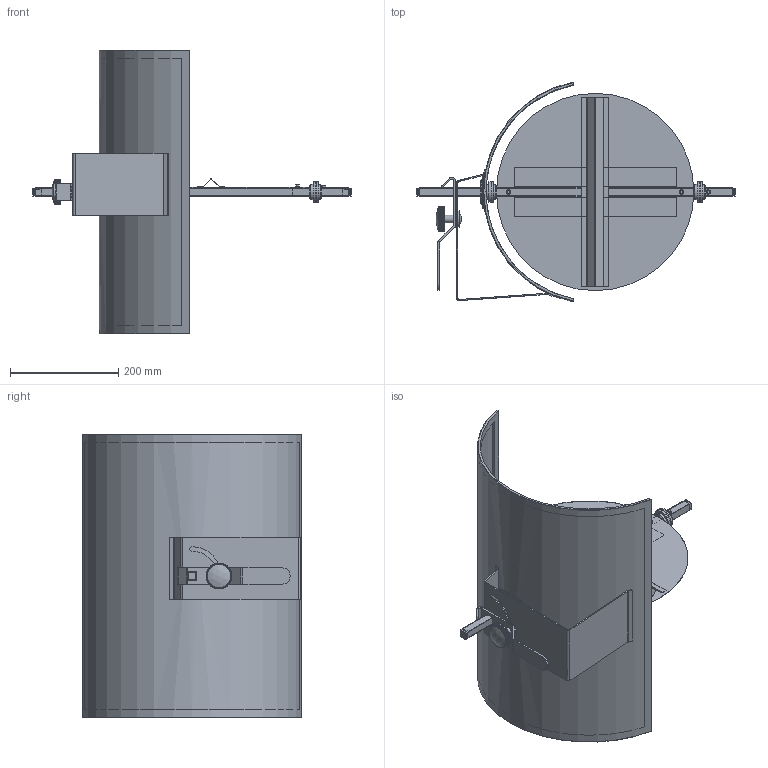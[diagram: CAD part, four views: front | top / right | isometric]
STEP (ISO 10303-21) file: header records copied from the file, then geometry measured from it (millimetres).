
FILE_DESCRIPTION((''),'2;1');
FILE_NAME('HRSK-400.stp','2014-02-20T12:39:40',(''),(''),'Autodesk Inventor 2013','Autodesk Inventor 2013','');
FILE_SCHEMA(('AUTOMOTIVE_DESIGN { 1 2 10303 214 0 1 1 1 }'));
Length unit declared in the file: millimetre
Products named in the file (18): HRSK-400; 142039; Spjällhylla-400; Vagnsbult-M8x20; 999271; Ändavslut; HandtagSpjäll; 999256; RattLåsvred; Täckbricka; 999240-09; Cellgummi_40x26x2; Lagerbuss; 143066; 116044; Stödprofil-350; Borrskruv_4,2x13
Assembly tree (25 placements, depth 2):
  HRSK-400
    142039
    Spjällhylla-400
    Vagnsbult-M8x20
    999271
    Ändavslut  x2
    HandtagSpjäll
    999256  x2
    RattLåsvred
    Täckbricka
    999240-09
    Cellgummi_40x26x2
    Lagerbuss  x5
    143066
    116044
    Cellgummi_40x26x2
    Stödprofil-350
    Borrskruv_4,2x13  x3
Bounding box: 590 x 405.76 x 525 mm (x, y, z)
Volume: 766453.7 mm3; surface area: 1234812.1 mm2
Topology: 26 solids, 26 shells, 1142 faces, 2843 edges, 1774 vertices
Faces by surface type: plane 676, cylinder 187, cone 162, torus 105, sphere 11, bspline 1
Full cylindrical faces by diameter (mm): 6.8 x1, 8 x1, 10 x3, 14 x1, 21 x1, 26 x2, 28 x5, 29 x1, 30 x2, 38 x5, 40 x2, 365 x1
Entity records: 29344 total; most frequent: CARTESIAN_POINT 6721, DIRECTION 4735, ORIENTED_EDGE 4542, EDGE_CURVE 2271, AXIS2_PLACEMENT_3D 1781, VERTEX_POINT 1467, VECTOR 1173, LINE 1173
